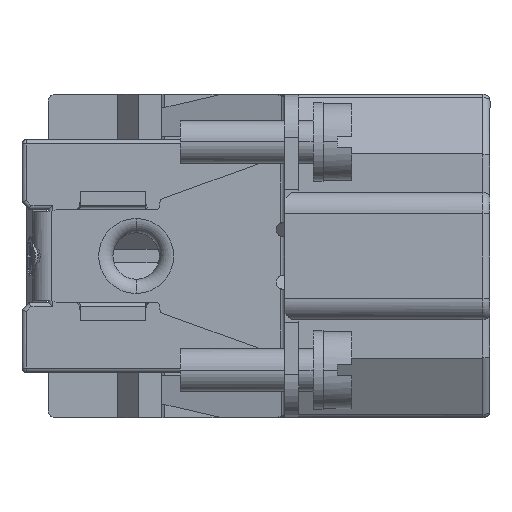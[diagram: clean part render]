
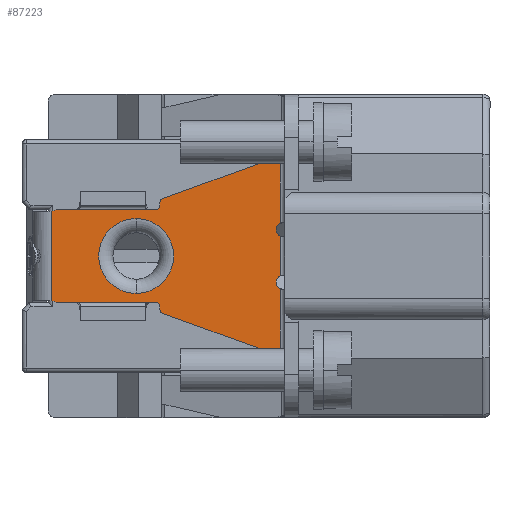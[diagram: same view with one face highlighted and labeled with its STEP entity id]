
A CAD part, left-side view. The second image highlights one B-rep face of the part: STEP entity #87223.
In plain terms, the highlighted planar face has unit normal (-1, 0, 0).
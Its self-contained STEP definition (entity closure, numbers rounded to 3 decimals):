
#5963=CARTESIAN_POINT('',(-29.2,31.229,-5.6));
#5964=DIRECTION('',(-1.,0.,0.));
#5965=DIRECTION('',(0.,-0.341,0.94));
#5966=AXIS2_PLACEMENT_3D('',#5963,#5964,#5965);
#5968=CARTESIAN_POINT('',(-29.2,31.229,5.6));
#5969=DIRECTION('',(-1.,0.,0.));
#5970=DIRECTION('',(0.,-0.185,-0.983));
#5971=AXIS2_PLACEMENT_3D('',#5968,#5969,#5970);
#5973=CARTESIAN_POINT('',(-29.2,29.029,3.55));
#5974=DIRECTION('',(-1.,0.,0.));
#5975=DIRECTION('',(0.,0.,-1.));
#5976=AXIS2_PLACEMENT_3D('',#5973,#5974,#5975);
#5978=CARTESIAN_POINT('',(-29.2,23.429,3.55));
#5979=DIRECTION('',(-1.,0.,0.));
#5980=DIRECTION('',(0.,0.,-1.));
#5981=AXIS2_PLACEMENT_3D('',#5978,#5979,#5980);
#5983=CARTESIAN_POINT('',(-29.2,22.829,3.74));
#5984=DIRECTION('',(1.,0.,0.));
#5985=DIRECTION('',(0.,1.,0.));
#5986=AXIS2_PLACEMENT_3D('',#5983,#5984,#5985);
#5988=DIRECTION('',(0.,-0.94,0.342));
#5989=VECTOR('',#5988,8.76);
#5990=CARTESIAN_POINT('',(-29.2,22.931,4.022));
#5991=LINE('',#5990,#5989);
#5992=DIRECTION('',(0.,0.,-1.));
#5993=VECTOR('',#5992,4.719);
#5994=CARTESIAN_POINT('',(-29.2,14.7,7.018));
#5995=LINE('',#5994,#5993);
#5996=CARTESIAN_POINT('',(-29.2,14.479,1.85));
#5997=DIRECTION('',(-1.,0.,0.));
#5998=DIRECTION('',(0.,0.442,0.897));
#5999=AXIS2_PLACEMENT_3D('',#5996,#5997,#5998);
#6001=CARTESIAN_POINT('',(-29.2,14.479,-1.85));
#6002=DIRECTION('',(-1.,0.,0.));
#6003=DIRECTION('',(0.,0.347,0.938));
#6004=AXIS2_PLACEMENT_3D('',#6001,#6002,#6003);
#6006=DIRECTION('',(0.,0.94,0.342));
#6007=VECTOR('',#6006,8.76);
#6008=CARTESIAN_POINT('',(-29.2,14.7,-7.018));
#6009=LINE('',#6008,#6007);
#6010=CARTESIAN_POINT('',(-29.2,22.829,-3.74));
#6011=DIRECTION('',(1.,0.,0.));
#6012=DIRECTION('',(0.,0.342,-0.94));
#6013=AXIS2_PLACEMENT_3D('',#6010,#6011,#6012);
#6015=CARTESIAN_POINT('',(-29.2,23.429,-3.55));
#6016=DIRECTION('',(-1.,0.,0.));
#6017=DIRECTION('',(0.,-1.,0.));
#6018=AXIS2_PLACEMENT_3D('',#6015,#6016,#6017);
#6020=CARTESIAN_POINT('',(-29.2,24.8,0.));
#6021=DIRECTION('',(-1.,0.,0.));
#6022=DIRECTION('',(0.,0.,1.));
#6023=AXIS2_PLACEMENT_3D('',#6020,#6021,#6022);
#6025=CARTESIAN_POINT('',(-29.2,24.8,0.));
#6026=DIRECTION('',(-1.,0.,0.));
#6027=DIRECTION('',(0.,0.,-1.));
#6028=AXIS2_PLACEMENT_3D('',#6025,#6026,#6027);
#6030=DIRECTION('',(0.,-1.,0.));
#6031=VECTOR('',#6030,5.2);
#6032=CARTESIAN_POINT('',(-29.2,29.029,-3.25));
#6033=LINE('',#6032,#6031);
#6074=DIRECTION('',(0.,-1.,0.));
#6075=VECTOR('',#6074,0.4);
#6076=CARTESIAN_POINT('',(-29.2,23.829,-3.25));
#6077=LINE('',#6076,#6075);
#6086=DIRECTION('',(0.,0.,-1.));
#6087=VECTOR('',#6086,0.19);
#6088=CARTESIAN_POINT('',(-29.2,23.129,-3.55));
#6089=LINE('',#6088,#6087);
#6255=DIRECTION('',(0.,-1.,0.));
#6256=VECTOR('',#6255,1.347);
#6257=CARTESIAN_POINT('',(-29.2,30.376,-3.25));
#6258=LINE('',#6257,#6256);
#6371=DIRECTION('',(0.,0.,-1.));
#6372=VECTOR('',#6371,6.287);
#6373=CARTESIAN_POINT('',(-29.2,30.765,3.143));
#6374=LINE('',#6373,#6372);
#6787=DIRECTION('',(0.,1.,0.));
#6788=VECTOR('',#6787,1.347);
#6789=CARTESIAN_POINT('',(-29.2,29.029,3.25));
#6790=LINE('',#6789,#6788);
#6803=DIRECTION('',(0.,0.001,1.));
#6804=VECTOR('',#6803,0.033);
#6805=CARTESIAN_POINT('',(-29.2,28.891,3.25));
#6806=LINE('',#6805,#6804);
#6882=DIRECTION('',(0.,1.,0.));
#6883=VECTOR('',#6882,0.4);
#6884=CARTESIAN_POINT('',(-29.2,23.429,3.25));
#6885=LINE('',#6884,#6883);
#6890=DIRECTION('',(0.,0.,-1.));
#6891=VECTOR('',#6890,0.19);
#6892=CARTESIAN_POINT('',(-29.2,23.129,3.74));
#6893=LINE('',#6892,#6891);
#6924=DIRECTION('',(0.,1.,0.));
#6925=VECTOR('',#6924,5.062);
#6926=CARTESIAN_POINT('',(-29.2,23.829,3.25));
#6927=LINE('',#6926,#6925);
#7031=DIRECTION('',(0.,0.,1.));
#7032=VECTOR('',#7031,4.719);
#7033=CARTESIAN_POINT('',(-29.2,14.7,-7.018));
#7034=LINE('',#7033,#7032);
#7130=DIRECTION('',(0.,0.,1.));
#7131=VECTOR('',#7130,2.762);
#7132=CARTESIAN_POINT('',(-29.2,14.653,-1.381));
#7133=LINE('',#7132,#7131);
#68146=CARTESIAN_POINT('',(-29.2,14.7,7.018));
#68147=CARTESIAN_POINT('',(-29.2,14.7,2.298));
#68148=VERTEX_POINT('',#68146);
#68149=VERTEX_POINT('',#68147);
#68211=CARTESIAN_POINT('',(-29.2,30.376,-3.25));
#68212=CARTESIAN_POINT('',(-29.2,30.765,-3.143));
#68213=VERTEX_POINT('',#68211);
#68214=VERTEX_POINT('',#68212);
#68215=CARTESIAN_POINT('',(-29.2,30.765,3.143));
#68216=CARTESIAN_POINT('',(-29.2,30.376,3.25));
#68217=VERTEX_POINT('',#68215);
#68218=VERTEX_POINT('',#68216);
#68219=CARTESIAN_POINT('',(-29.2,29.029,3.25));
#68220=CARTESIAN_POINT('',(-29.2,28.891,3.283));
#68221=VERTEX_POINT('',#68219);
#68222=VERTEX_POINT('',#68220);
#68223=CARTESIAN_POINT('',(-29.2,23.429,3.25));
#68224=CARTESIAN_POINT('',(-29.2,23.129,3.55));
#68225=VERTEX_POINT('',#68223);
#68226=VERTEX_POINT('',#68224);
#68227=CARTESIAN_POINT('',(-29.2,23.129,3.74));
#68228=CARTESIAN_POINT('',(-29.2,22.931,4.022));
#68229=VERTEX_POINT('',#68227);
#68230=VERTEX_POINT('',#68228);
#68231=CARTESIAN_POINT('',(-29.2,14.653,1.381));
#68232=VERTEX_POINT('',#68231);
#68233=CARTESIAN_POINT('',(-29.2,14.653,-1.381));
#68234=CARTESIAN_POINT('',(-29.2,14.7,-2.298));
#68235=VERTEX_POINT('',#68233);
#68236=VERTEX_POINT('',#68234);
#68237=CARTESIAN_POINT('',(-29.2,14.7,-7.018));
#68238=CARTESIAN_POINT('',(-29.2,22.931,-4.022));
#68239=VERTEX_POINT('',#68237);
#68240=VERTEX_POINT('',#68238);
#68241=CARTESIAN_POINT('',(-29.2,23.129,-3.74));
#68242=VERTEX_POINT('',#68241);
#68243=CARTESIAN_POINT('',(-29.2,23.129,-3.55));
#68244=CARTESIAN_POINT('',(-29.2,23.429,-3.25));
#68245=VERTEX_POINT('',#68243);
#68246=VERTEX_POINT('',#68244);
#68247=CARTESIAN_POINT('',(-29.2,24.8,2.625));
#68248=CARTESIAN_POINT('',(-29.2,24.8,-2.625));
#68249=VERTEX_POINT('',#68247);
#68250=VERTEX_POINT('',#68248);
#68255=CARTESIAN_POINT('',(-29.2,29.029,-3.25));
#68256=CARTESIAN_POINT('',(-29.2,23.829,-3.25));
#68257=VERTEX_POINT('',#68255);
#68258=VERTEX_POINT('',#68256);
#68460=CARTESIAN_POINT('',(-29.2,28.891,
3.25));
#68461=VERTEX_POINT('',#68460);
#68482=CARTESIAN_POINT('',(-29.2,23.829,3.25));
#68483=VERTEX_POINT('',#68482);
#87164=CARTESIAN_POINT('',(-29.2,22.709,0.));
#87165=DIRECTION('',(1.,0.,0.));
#87166=DIRECTION('',(0.,0.,1.));
#87167=AXIS2_PLACEMENT_3D('',#87164,#87165,#87166);
#87168=PLANE('',#87167);
#87170=ORIENTED_EDGE('',*,*,#87169,.F.);
#87172=ORIENTED_EDGE('',*,*,#87171,.F.);
#87174=ORIENTED_EDGE('',*,*,#87173,.T.);
#87176=ORIENTED_EDGE('',*,*,#87175,.F.);
#87178=ORIENTED_EDGE('',*,*,#87177,.T.);
#87180=ORIENTED_EDGE('',*,*,#87179,.F.);
#87182=ORIENTED_EDGE('',*,*,#87181,.T.);
#87184=ORIENTED_EDGE('',*,*,#87183,.F.);
#87186=ORIENTED_EDGE('',*,*,#87185,.F.);
#87188=ORIENTED_EDGE('',*,*,#87187,.F.);
#87190=ORIENTED_EDGE('',*,*,#87189,.T.);
#87192=ORIENTED_EDGE('',*,*,#87191,.F.);
#87194=ORIENTED_EDGE('',*,*,#87193,.T.);
#87195=ORIENTED_EDGE('',*,*,#87155,.T.);
#87196=ORIENTED_EDGE('',*,*,#86925,.T.);
#87198=ORIENTED_EDGE('',*,*,#87197,.T.);
#87200=ORIENTED_EDGE('',*,*,#87199,.F.);
#87202=ORIENTED_EDGE('',*,*,#87201,.T.);
#87204=ORIENTED_EDGE('',*,*,#87203,.F.);
#87206=ORIENTED_EDGE('',*,*,#87205,.T.);
#87208=ORIENTED_EDGE('',*,*,#87207,.T.);
#87210=ORIENTED_EDGE('',*,*,#87209,.F.);
#87212=ORIENTED_EDGE('',*,*,#87211,.T.);
#87214=ORIENTED_EDGE('',*,*,#87213,.F.);
#87215=EDGE_LOOP('',(#87170,#87172,#87174,#87176,#87178,#87180,#87182,#87184,
#87186,#87188,#87190,#87192,#87194,#87195,#87196,#87198,#87200,#87202,#87204,
#87206,#87208,#87210,#87212,#87214));
#87216=FACE_OUTER_BOUND('',#87215,.F.);
#87218=ORIENTED_EDGE('',*,*,#87217,.T.);
#87220=ORIENTED_EDGE('',*,*,#87219,.T.);
#87221=EDGE_LOOP('',(#87218,#87220));
#87222=FACE_BOUND('',#87221,.F.);
#5967=CIRCLE('',#5966,2.5);
#5972=CIRCLE('',#5971,2.5);
#5977=CIRCLE('',#5976,0.3);
#5982=CIRCLE('',#5981,0.3);
#5987=CIRCLE('',#5986,0.3);
#6000=CIRCLE('',#5999,0.5);
#6005=CIRCLE('',#6004,0.5);
#6014=CIRCLE('',#6013,0.3);
#6019=CIRCLE('',#6018,0.3);
#6024=CIRCLE('',#6023,2.625);
#6029=CIRCLE('',#6028,2.625);
#86925=EDGE_CURVE('',#68148,#68149,#5995,.T.);
#87155=EDGE_CURVE('',#68230,#68148,#5991,.T.);
#87169=EDGE_CURVE('',#68257,#68258,#6033,.T.);
#87171=EDGE_CURVE('',#68213,#68257,#6258,.T.);
#87173=EDGE_CURVE('',#68213,#68214,#5967,.T.);
#87175=EDGE_CURVE('',#68217,#68214,#6374,.T.);
#87177=EDGE_CURVE('',#68217,#68218,#5972,.T.);
#87179=EDGE_CURVE('',#68221,#68218,#6790,.T.);
#87181=EDGE_CURVE('',#68221,#68222,#5977,.T.);
#87183=EDGE_CURVE('',#68461,#68222,#6806,.T.);
#87185=EDGE_CURVE('',#68483,#68461,#6927,.T.);
#87187=EDGE_CURVE('',#68225,#68483,#6885,.T.);
#87189=EDGE_CURVE('',#68225,#68226,#5982,.T.);
#87191=EDGE_CURVE('',#68229,#68226,#6893,.T.);
#87193=EDGE_CURVE('',#68229,#68230,#5987,.T.);
#87197=EDGE_CURVE('',#68149,#68232,#6000,.T.);
#87199=EDGE_CURVE('',#68235,#68232,#7133,.T.);
#87201=EDGE_CURVE('',#68235,#68236,#6005,.T.);
#87203=EDGE_CURVE('',#68239,#68236,#7034,.T.);
#87205=EDGE_CURVE('',#68239,#68240,#6009,.T.);
#87207=EDGE_CURVE('',#68240,#68242,#6014,.T.);
#87209=EDGE_CURVE('',#68245,#68242,#6089,.T.);
#87211=EDGE_CURVE('',#68245,#68246,#6019,.T.);
#87213=EDGE_CURVE('',#68258,#68246,#6077,.T.);
#87217=EDGE_CURVE('',#68249,#68250,#6024,.T.);
#87219=EDGE_CURVE('',#68250,#68249,#6029,.T.);
#87223=ADVANCED_FACE('',(#87216,#87222),#87168,.F.);
